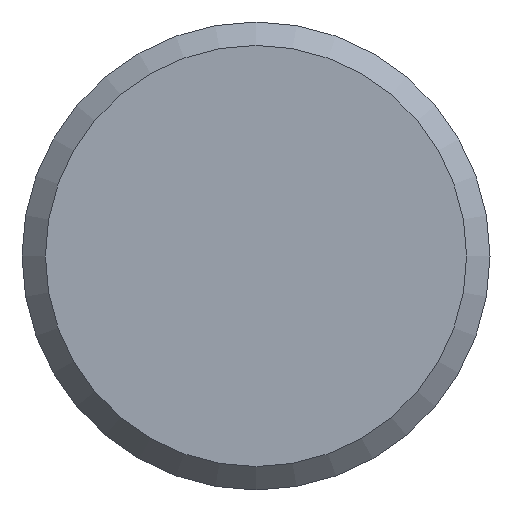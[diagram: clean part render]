
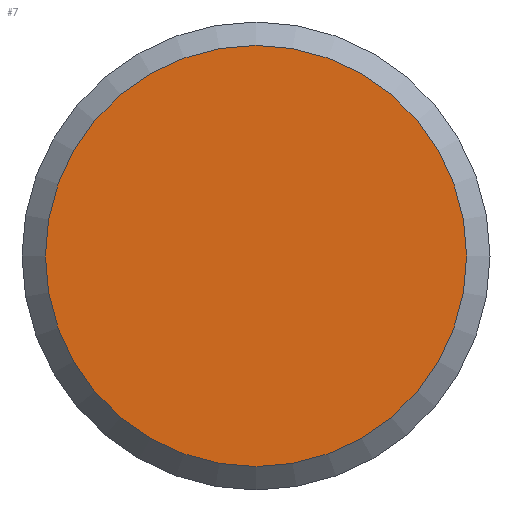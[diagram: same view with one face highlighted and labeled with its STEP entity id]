
A CAD part, left-side view. The second image highlights one B-rep face of the part: STEP entity #7.
In plain terms, the highlighted planar face has unit normal (-1, 0, 0).
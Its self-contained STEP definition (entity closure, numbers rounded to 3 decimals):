
#6 = AXIS2_PLACEMENT_3D ( 'NONE', #125, #21, #117 ) ;
#7 = ADVANCED_FACE ( 'NONE', ( #105 ), #49, .F. ) ;
#12 = CARTESIAN_POINT ( 'NONE',  ( 0., 0., 0. ) ) ;
#21 = DIRECTION ( 'NONE',  ( 1., 0., 0. ) ) ;
#45 = ORIENTED_EDGE ( 'NONE', *, *, #109, .T. ) ;
#47 = CIRCLE ( 'NONE', #54, 9. ) ;
#49 = PLANE ( 'NONE',  #6 ) ;
#54 = AXIS2_PLACEMENT_3D ( 'NONE', #12, #87, #107 ) ;
#76 = VERTEX_POINT ( 'NONE', #111 ) ;
#87 = DIRECTION ( 'NONE',  ( -1., 0., 0. ) ) ;
#105 = FACE_OUTER_BOUND ( 'NONE', #122, .T. ) ;
#107 = DIRECTION ( 'NONE',  ( 0., 0., -1. ) ) ;
#109 = EDGE_CURVE ( 'NONE', #76, #76, #47, .T. ) ;
#111 = CARTESIAN_POINT ( 'NONE',  ( 0., 0., -9. ) ) ;
#117 = DIRECTION ( 'NONE',  ( 0., 0., -1. ) ) ;
#122 = EDGE_LOOP ( 'NONE', ( #45 ) ) ;
#125 = CARTESIAN_POINT ( 'NONE',  ( 0., 0., 0. ) ) ;
